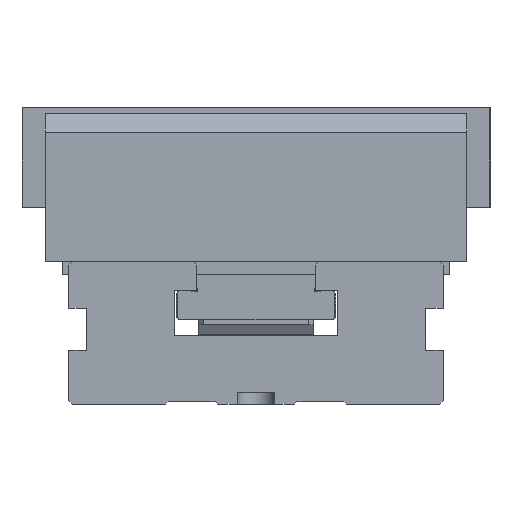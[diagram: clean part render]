
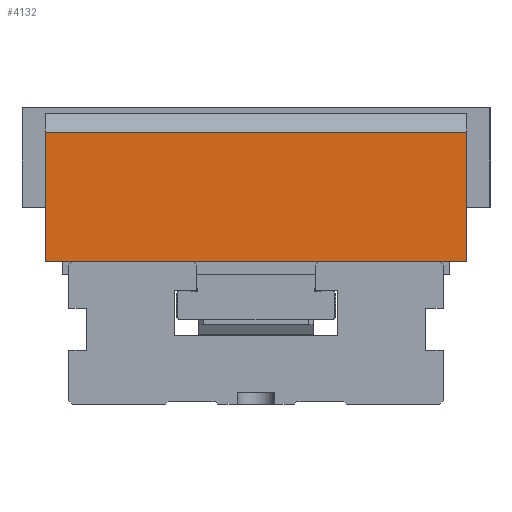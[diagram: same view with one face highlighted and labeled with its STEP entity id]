
A CAD part, left-side view. The second image highlights one B-rep face of the part: STEP entity #4132.
In plain terms, the highlighted planar face has unit normal (-1, 0, 0).
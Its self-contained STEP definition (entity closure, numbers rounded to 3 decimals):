
#4132=ADVANCED_FACE('',(#4745),#4454,.T.);
#4454=PLANE('',#10979);
#4745=FACE_OUTER_BOUND('',#5245,.T.);
#5245=EDGE_LOOP('',(#6515,#6516,#6517,#6518));
#6515=ORIENTED_EDGE('',*,*,#8693,.F.);
#6516=ORIENTED_EDGE('',*,*,#8694,.T.);
#6517=ORIENTED_EDGE('',*,*,#8695,.T.);
#6518=ORIENTED_EDGE('',*,*,#8688,.T.);
#7840=VERTEX_POINT('',#14816);
#7841=VERTEX_POINT('',#14818);
#7845=VERTEX_POINT('',#14828);
#7846=VERTEX_POINT('',#14830);
#8688=EDGE_CURVE('',#7841,#7840,#9490,.T.);
#8693=EDGE_CURVE('',#7845,#7840,#9494,.T.);
#8694=EDGE_CURVE('',#7845,#7846,#9495,.T.);
#8695=EDGE_CURVE('',#7846,#7841,#9496,.T.);
#9490=LINE('',#14817,#10211);
#9494=LINE('',#14827,#10215);
#9495=LINE('',#14829,#10216);
#9496=LINE('',#14831,#10217);
#10211=VECTOR('',#12363,1.);
#10215=VECTOR('',#12371,1.);
#10216=VECTOR('',#12372,1.);
#10217=VECTOR('',#12373,1.);
#10979=AXIS2_PLACEMENT_3D('',#14832,#12374,#12375);
#12363=DIRECTION('',(0.,-1.,0.));
#12371=DIRECTION('',(0.,0.,-1.));
#12372=DIRECTION('',(0.,1.,0.));
#12373=DIRECTION('',(0.,0.,-1.));
#12374=DIRECTION('',(-1.,0.,0.));
#12375=DIRECTION('',(0.,0.,1.));
#14816=CARTESIAN_POINT('',(156.277,130.787,-70.648));
#14817=CARTESIAN_POINT('',(156.277,220.787,-70.648));
#14818=CARTESIAN_POINT('',(156.277,310.787,-70.648));
#14827=CARTESIAN_POINT('',(156.277,130.787,-7.348));
#14828=CARTESIAN_POINT('',(156.277,130.787,-15.348));
#14829=CARTESIAN_POINT('',(156.277,220.787,-15.348));
#14830=CARTESIAN_POINT('',(156.277,310.787,-15.348));
#14831=CARTESIAN_POINT('',(156.277,310.787,-7.348));
#14832=CARTESIAN_POINT('',(156.277,220.787,-7.348));
